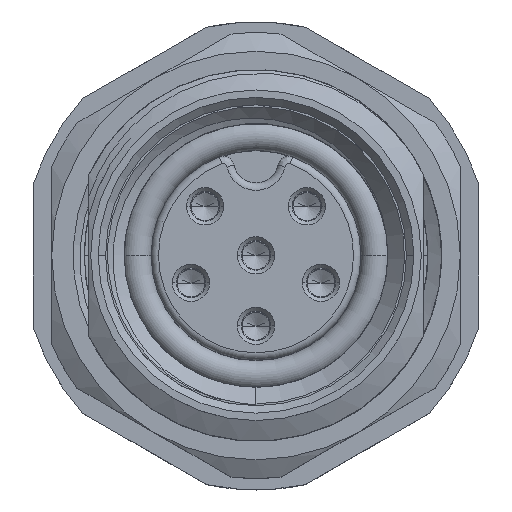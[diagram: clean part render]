
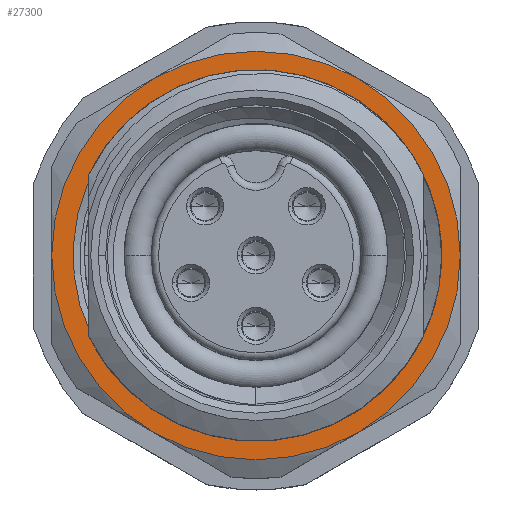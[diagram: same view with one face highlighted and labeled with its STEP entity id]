
A CAD part, top view. The second image highlights one B-rep face of the part: STEP entity #27300.
In plain terms, the highlighted planar face has unit normal (0, 0, 1).
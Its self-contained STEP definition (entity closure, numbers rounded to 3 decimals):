
#26104=CARTESIAN_POINT('',(-0.777,4.863,2.2));
#26105=CARTESIAN_POINT('',(-0.581,4.903,2.2));
#26106=CARTESIAN_POINT('',(-0.186,4.959,2.2));
#26107=CARTESIAN_POINT('',(0.416,4.97,2.2));
#26108=CARTESIAN_POINT('',(0.815,4.929,2.2));
#26109=CARTESIAN_POINT('',(1.015,4.896,2.2));
#26111=CARTESIAN_POINT('',(4.763,-1.521,2.2));
#26112=CARTESIAN_POINT('',(4.693,-1.711,2.2));
#26113=CARTESIAN_POINT('',(4.533,-2.079,2.2));
#26114=CARTESIAN_POINT('',(4.227,-2.598,2.2));
#26115=CARTESIAN_POINT('',(3.986,-2.914,2.2));
#26116=CARTESIAN_POINT('',(3.855,-3.065,2.2));
#26118=CARTESIAN_POINT('',(1.015,4.896,2.2));
#26119=CARTESIAN_POINT('',(1.209,4.856,2.2));
#26120=CARTESIAN_POINT('',(1.588,4.753,2.2));
#26121=CARTESIAN_POINT('',(2.132,4.535,2.2));
#26122=CARTESIAN_POINT('',(2.638,4.261,2.2));
#26123=CARTESIAN_POINT('',(3.114,3.927,2.2));
#26124=CARTESIAN_POINT('',(3.564,3.525,2.2));
#26125=CARTESIAN_POINT('',(3.985,3.044,2.2));
#26126=CARTESIAN_POINT('',(4.356,2.485,2.2));
#26127=CARTESIAN_POINT('',(4.653,1.873,2.2));
#26128=CARTESIAN_POINT('',(4.862,1.228,2.2));
#26129=CARTESIAN_POINT('',(4.977,0.594,2.2));
#26130=CARTESIAN_POINT('',(5.01,0.013,2.2));
#26131=CARTESIAN_POINT('',(4.982,-0.525,2.2));
#26132=CARTESIAN_POINT('',(4.901,-1.031,2.2));
#26133=CARTESIAN_POINT('',(4.815,-1.359,2.2));
#26134=CARTESIAN_POINT('',(4.763,-1.521,2.2));
#26136=CARTESIAN_POINT('',(0.,0.,2.2));
#26137=DIRECTION('',(0.,0.,1.));
#26138=DIRECTION('',(-1.,0.,0.));
#26139=AXIS2_PLACEMENT_3D('',#26136,#26137,#26138);
#26141=CARTESIAN_POINT('',(0.,0.,2.2));
#26142=DIRECTION('',(0.,0.,1.));
#26143=DIRECTION('',(-0.5,0.866,0.));
#26144=AXIS2_PLACEMENT_3D('',#26141,#26142,#26143);
#26146=CARTESIAN_POINT('',(0.,0.,2.2));
#26147=DIRECTION('',(0.,0.,1.));
#26148=DIRECTION('',(1.,0.,0.));
#26149=AXIS2_PLACEMENT_3D('',#26146,#26147,#26148);
#26151=CARTESIAN_POINT('',(0.,0.,2.2));
#26152=DIRECTION('',(0.,0.,1.));
#26153=DIRECTION('',(0.5,-0.866,0.));
#26154=AXIS2_PLACEMENT_3D('',#26151,#26152,#26153);
#26323=CARTESIAN_POINT('',(0.,0.,2.2));
#26324=DIRECTION('',(0.,0.,-1.));
#26325=DIRECTION('',(0.783,-0.622,0.));
#26326=AXIS2_PLACEMENT_3D('',#26323,#26324,#26325);
#26506=CARTESIAN_POINT('',(0.,0.,2.2));
#26507=DIRECTION('',(0.,0.,1.));
#26508=DIRECTION('',(-0.5,-0.866,0.));
#26509=AXIS2_PLACEMENT_3D('',#26506,#26507,#26508);
#26802=CARTESIAN_POINT('',(0.,0.,2.2));
#26803=DIRECTION('',(0.,0.,1.));
#26804=DIRECTION('',(0.5,0.866,0.));
#26805=AXIS2_PLACEMENT_3D('',#26802,#26803,#26804);
#26834=VERTEX_POINT('',#26104);
#26835=VERTEX_POINT('',#26109);
#26836=VERTEX_POINT('',#26134);
#26837=VERTEX_POINT('',#26116);
#26863=CARTESIAN_POINT('',(2.75,-4.763,2.2));
#26864=CARTESIAN_POINT('',(5.5,0.,2.2));
#26865=VERTEX_POINT('',#26863);
#26866=VERTEX_POINT('',#26864);
#26867=CARTESIAN_POINT('',(2.75,4.763,2.2));
#26868=VERTEX_POINT('',#26867);
#26869=CARTESIAN_POINT('',(-2.75,4.763,2.2));
#26870=CARTESIAN_POINT('',(-5.5,0.,2.2));
#26871=VERTEX_POINT('',#26869);
#26872=VERTEX_POINT('',#26870);
#26873=CARTESIAN_POINT('',(-2.75,-4.763,2.2));
#26874=VERTEX_POINT('',#26873);
#27272=CARTESIAN_POINT('',(0.,0.,2.2));
#27273=DIRECTION('',(0.,0.,1.));
#27274=DIRECTION('',(1.,0.,0.));
#27275=AXIS2_PLACEMENT_3D('',#27272,#27273,#27274);
#27276=PLANE('',#27275);
#27278=ORIENTED_EDGE('',*,*,#27277,.F.);
#27280=ORIENTED_EDGE('',*,*,#27279,.F.);
#27282=ORIENTED_EDGE('',*,*,#27281,.F.);
#27284=ORIENTED_EDGE('',*,*,#27283,.F.);
#27286=ORIENTED_EDGE('',*,*,#27285,.F.);
#27288=ORIENTED_EDGE('',*,*,#27287,.F.);
#27289=EDGE_LOOP('',(#27278,#27280,#27282,#27284,#27286,#27288));
#27290=FACE_OUTER_BOUND('',#27289,.F.);
#27292=ORIENTED_EDGE('',*,*,#27291,.F.);
#27294=ORIENTED_EDGE('',*,*,#27293,.F.);
#27296=ORIENTED_EDGE('',*,*,#27295,.F.);
#27297=ORIENTED_EDGE('',*,*,#27262,.F.);
#27298=EDGE_LOOP('',(#27292,#27294,#27296,#27297));
#27299=FACE_BOUND('',#27298,.F.);
#26110=B_SPLINE_CURVE_WITH_KNOTS('',3,(#26104,#26105,#26106,#26107,#26108,
#26109),.UNSPECIFIED.,.F.,.F.,(4,1,1,4),(0.,0.333,
0.667,1.),.UNSPECIFIED.);
#26117=B_SPLINE_CURVE_WITH_KNOTS('',3,(#26111,#26112,#26113,#26114,#26115,
#26116),.UNSPECIFIED.,.F.,.F.,(4,1,1,4),(0.,0.333,
0.667,1.),.UNSPECIFIED.);
#26135=B_SPLINE_CURVE_WITH_KNOTS('',3,(#26118,#26119,#26120,#26121,#26122,
#26123,#26124,#26125,#26126,#26127,#26128,#26129,#26130,#26131,#26132,#26133,
#26134),.UNSPECIFIED.,.F.,.F.,(4,1,1,1,1,1,1,1,1,1,1,1,1,1,4),(0.,
0.071,0.143,0.214,0.286,
0.357,0.429,0.5,0.571,0.643,
0.714,0.786,0.857,0.929,1.),
.UNSPECIFIED.);
#26140=CIRCLE('',#26139,5.5);
#26145=CIRCLE('',#26144,5.5);
#26150=CIRCLE('',#26149,5.5);
#26155=CIRCLE('',#26154,5.5);
#26327=CIRCLE('',#26326,4.925);
#26510=CIRCLE('',#26509,5.5);
#26806=CIRCLE('',#26805,5.5);
#27262=EDGE_CURVE('',#26835,#26836,#26135,.T.);
#27277=EDGE_CURVE('',#26874,#26865,#26510,.T.);
#27279=EDGE_CURVE('',#26872,#26874,#26140,.T.);
#27281=EDGE_CURVE('',#26871,#26872,#26145,.T.);
#27283=EDGE_CURVE('',#26868,#26871,#26806,.T.);
#27285=EDGE_CURVE('',#26866,#26868,#26150,.T.);
#27287=EDGE_CURVE('',#26865,#26866,#26155,.T.);
#27291=EDGE_CURVE('',#26834,#26835,#26110,.T.);
#27293=EDGE_CURVE('',#26837,#26834,#26327,.T.);
#27295=EDGE_CURVE('',#26836,#26837,#26117,.T.);
#27300=ADVANCED_FACE('',(#27290,#27299),#27276,.T.);
